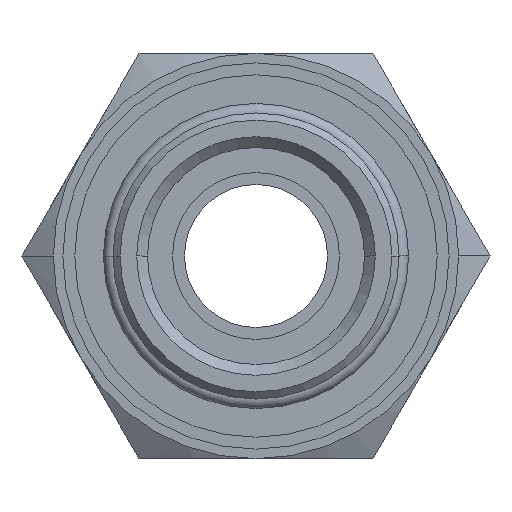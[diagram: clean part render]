
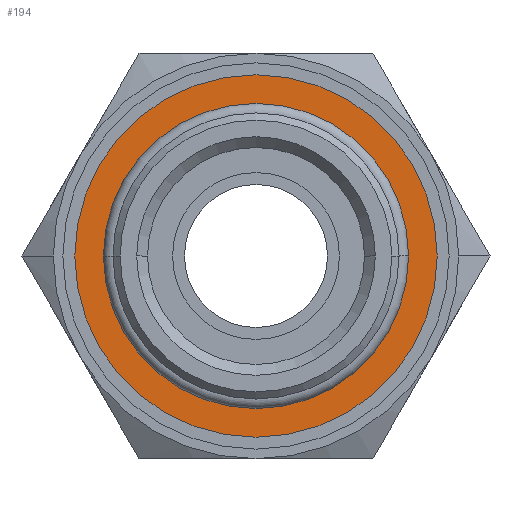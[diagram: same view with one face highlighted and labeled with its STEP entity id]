
A CAD part, front view. The second image highlights one B-rep face of the part: STEP entity #194.
In plain terms, the highlighted planar face has unit normal (0, -1, 0).
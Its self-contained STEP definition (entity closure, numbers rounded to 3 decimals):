
#194=ADVANCED_FACE('',(#424,#425),#426,.T.);
#424=FACE_OUTER_BOUND('',#689,.T.);
#425=FACE_BOUND('',#690,.T.);
#426=PLANE('',#691);
#689=EDGE_LOOP('',(#1166,#1167));
#690=EDGE_LOOP('',(#1168,#1169));
#691=AXIS2_PLACEMENT_3D('',#1170,#1171,#1172);
#1166=ORIENTED_EDGE('',*,*,#1664,.F.);
#1167=ORIENTED_EDGE('',*,*,#1632,.F.);
#1168=ORIENTED_EDGE('',*,*,#1654,.T.);
#1169=ORIENTED_EDGE('',*,*,#1695,.T.);
#1170=CARTESIAN_POINT('',(6.8,4.0,0.0));
#1171=DIRECTION('',(-0.0,-1.0,-0.0));
#1172=DIRECTION('',(-1.0,0.0,0.0));
#1632=EDGE_CURVE('',#1996,#1991,#1998,.T.);
#1654=EDGE_CURVE('',#2025,#2029,#2031,.T.);
#1664=EDGE_CURVE('',#1991,#1996,#2042,.T.);
#1695=EDGE_CURVE('',#2029,#2025,#2087,.T.);
#1991=VERTEX_POINT('',#2641);
#1996=VERTEX_POINT('',#2647);
#1998=CIRCLE('',#2650,7.6);
#2025=VERTEX_POINT('',#2703);
#2029=VERTEX_POINT('',#2708);
#2031=CIRCLE('',#2711,6.0);
#2042=CIRCLE('',#2746,7.6);
#2087=CIRCLE('',#2840,6.0);
#2641=CARTESIAN_POINT('',(7.6,4.0,0.0));
#2647=CARTESIAN_POINT('',(-7.6,4.0,0.));
#2650=AXIS2_PLACEMENT_3D('',#3274,#3275,#3276);
#2703=CARTESIAN_POINT('',(6.0,4.0,0.0));
#2708=CARTESIAN_POINT('',(-6.0,4.0,0.));
#2711=AXIS2_PLACEMENT_3D('',#3304,#3305,#3306);
#2746=AXIS2_PLACEMENT_3D('',#3315,#3316,#3317);
#2840=AXIS2_PLACEMENT_3D('',#3362,#3363,#3364);
#3274=CARTESIAN_POINT('',(0.0,4.0,0.0));
#3275=DIRECTION('',(-0.0,1.0,0.0));
#3276=DIRECTION('',(1.0,0.0,0.0));
#3304=CARTESIAN_POINT('',(0.0,4.0,0.0));
#3305=DIRECTION('',(-0.0,1.0,0.0));
#3306=DIRECTION('',(1.0,0.0,0.0));
#3315=CARTESIAN_POINT('',(0.0,4.0,0.0));
#3316=DIRECTION('',(-0.0,1.0,0.0));
#3317=DIRECTION('',(1.0,0.0,0.0));
#3362=CARTESIAN_POINT('',(0.0,4.0,0.0));
#3363=DIRECTION('',(-0.0,1.0,0.0));
#3364=DIRECTION('',(1.0,0.0,0.0));
